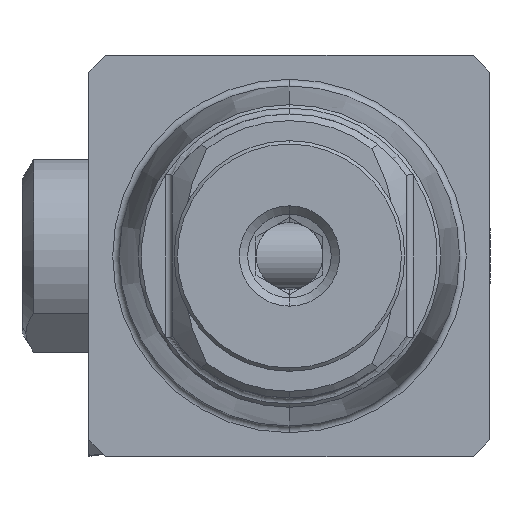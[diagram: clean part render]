
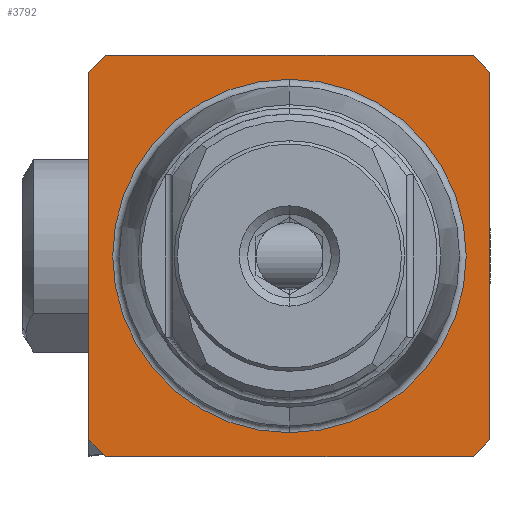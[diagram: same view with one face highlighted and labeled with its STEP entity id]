
A CAD part, left-side view. The second image highlights one B-rep face of the part: STEP entity #3792.
In plain terms, the highlighted planar face has unit normal (-1, 0, 0).
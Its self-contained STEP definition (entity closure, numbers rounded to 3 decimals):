
#80 = AXIS2_PLACEMENT_3D ( 'NONE', #4905, #2092, #7431 ) ;
#82 = ORIENTED_EDGE ( 'NONE', *, *, #8265, .F. ) ;
#104 = LINE ( 'NONE', #3607, #7105 ) ;
#162 = EDGE_LOOP ( 'NONE', ( #4496, #4208, #1153, #4616, #6193, #8230, #82, #6275 ) ) ;
#288 = CARTESIAN_POINT ( 'NONE',  ( 0., 0., 5.288 ) ) ;
#297 = AXIS2_PLACEMENT_3D ( 'NONE', #2514, #1942, #2034 ) ;
#427 = LINE ( 'NONE', #1774, #2983 ) ;
#482 = CARTESIAN_POINT ( 'NONE',  ( 0., 0., 0. ) ) ;
#585 = EDGE_CURVE ( 'NONE', #6741, #2383, #104, .T. ) ;
#598 = AXIS2_PLACEMENT_3D ( 'NONE', #482, #3947, #3154 ) ;
#708 = CARTESIAN_POINT ( 'NONE',  ( 0., -6., 5.5 ) ) ;
#992 = VERTEX_POINT ( 'NONE', #2052 ) ;
#1091 = DIRECTION ( 'NONE',  ( 0., 0.707, -0.707 ) ) ;
#1153 = ORIENTED_EDGE ( 'NONE', *, *, #6779, .F. ) ;
#1170 = DIRECTION ( 'NONE',  ( 0., -0.707, -0.707 ) ) ;
#1201 = VERTEX_POINT ( 'NONE', #5029 ) ;
#1548 = CARTESIAN_POINT ( 'NONE',  ( 0., -6., -5.5 ) ) ;
#1571 = VECTOR ( 'NONE', #2887, 1000. ) ;
#1774 = CARTESIAN_POINT ( 'NONE',  ( 0., 6., -5.5 ) ) ;
#1855 = FACE_BOUND ( 'NONE', #5408, .T. ) ;
#1877 = CARTESIAN_POINT ( 'NONE',  ( 0., -6., -5.5 ) ) ;
#1942 = DIRECTION ( 'NONE',  ( 1., 0., 0. ) ) ;
#2034 = DIRECTION ( 'NONE',  ( 0., 0., -1. ) ) ;
#2052 = CARTESIAN_POINT ( 'NONE',  ( 0., 5.5, 6. ) ) ;
#2092 = DIRECTION ( 'NONE',  ( -1., 0., 0. ) ) ;
#2354 = VERTEX_POINT ( 'NONE', #6941 ) ;
#2383 = VERTEX_POINT ( 'NONE', #8417 ) ;
#2514 = CARTESIAN_POINT ( 'NONE',  ( 0., 5.288, 0. ) ) ;
#2534 = LINE ( 'NONE', #3877, #3704 ) ;
#2606 = PLANE ( 'NONE',  #297 ) ;
#2825 = VECTOR ( 'NONE', #7594, 1000. ) ;
#2847 = VERTEX_POINT ( 'NONE', #288 ) ;
#2887 = DIRECTION ( 'NONE',  ( 0., -1., 0. ) ) ;
#2947 = CARTESIAN_POINT ( 'NONE',  ( 0., 6., 5.5 ) ) ;
#2968 = DIRECTION ( 'NONE',  ( 0., 0., -1. ) ) ;
#2983 = VECTOR ( 'NONE', #1170, 1000. ) ;
#3142 = EDGE_CURVE ( 'NONE', #6111, #8526, #8331, .T. ) ;
#3154 = DIRECTION ( 'NONE',  ( 0., 0., 1. ) ) ;
#3363 = EDGE_CURVE ( 'NONE', #992, #6741, #2534, .T. ) ;
#3579 = CARTESIAN_POINT ( 'NONE',  ( 0., -5.5, 6. ) ) ;
#3607 = CARTESIAN_POINT ( 'NONE',  ( 0., 6., 0. ) ) ;
#3690 = VERTEX_POINT ( 'NONE', #7795 ) ;
#3704 = VECTOR ( 'NONE', #1091, 1000. ) ;
#3792 = ADVANCED_FACE ( 'NONE', ( #1855, #8489 ), #2606, .F. ) ;
#3795 = ORIENTED_EDGE ( 'NONE', *, *, #6506, .F. ) ;
#3877 = CARTESIAN_POINT ( 'NONE',  ( 0., 5.5, 6. ) ) ;
#3947 = DIRECTION ( 'NONE',  ( -1., 0., 0. ) ) ;
#4004 = EDGE_CURVE ( 'NONE', #6111, #3690, #4228, .T. ) ;
#4208 = ORIENTED_EDGE ( 'NONE', *, *, #5177, .T. ) ;
#4228 = LINE ( 'NONE', #3579, #8525 ) ;
#4262 = VERTEX_POINT ( 'NONE', #4664 ) ;
#4489 = DIRECTION ( 'NONE',  ( 0., 0.707, 0.707 ) ) ;
#4496 = ORIENTED_EDGE ( 'NONE', *, *, #585, .T. ) ;
#4616 = ORIENTED_EDGE ( 'NONE', *, *, #5442, .T. ) ;
#4664 = CARTESIAN_POINT ( 'NONE',  ( 0., 0., -5.288 ) ) ;
#4746 = LINE ( 'NONE', #7432, #1571 ) ;
#4905 = CARTESIAN_POINT ( 'NONE',  ( 0., 0., 0. ) ) ;
#4938 = LINE ( 'NONE', #7545, #2825 ) ;
#5029 = CARTESIAN_POINT ( 'NONE',  ( 0., -5.5, -6. ) ) ;
#5177 = EDGE_CURVE ( 'NONE', #2383, #2354, #427, .T. ) ;
#5408 = EDGE_LOOP ( 'NONE', ( #8456, #3795 ) ) ;
#5442 = EDGE_CURVE ( 'NONE', #1201, #8526, #7592, .T. ) ;
#5597 = DIRECTION ( 'NONE',  ( 0., 0., -1. ) ) ;
#5673 = DIRECTION ( 'NONE',  ( 0., -0.707, 0.707 ) ) ;
#6111 = VERTEX_POINT ( 'NONE', #708 ) ;
#6141 = EDGE_CURVE ( 'NONE', #2847, #4262, #6630, .T. ) ;
#6193 = ORIENTED_EDGE ( 'NONE', *, *, #3142, .F. ) ;
#6275 = ORIENTED_EDGE ( 'NONE', *, *, #3363, .T. ) ;
#6506 = EDGE_CURVE ( 'NONE', #4262, #2847, #7458, .T. ) ;
#6630 = CIRCLE ( 'NONE', #80, 5.288 ) ;
#6741 = VERTEX_POINT ( 'NONE', #2947 ) ;
#6779 = EDGE_CURVE ( 'NONE', #1201, #2354, #4938, .T. ) ;
#6941 = CARTESIAN_POINT ( 'NONE',  ( 0., 5.5, -6. ) ) ;
#7105 = VECTOR ( 'NONE', #5597, 1000. ) ;
#7431 = DIRECTION ( 'NONE',  ( 0., 0., 1. ) ) ;
#7432 = CARTESIAN_POINT ( 'NONE',  ( 0., 5.288, 6. ) ) ;
#7458 = CIRCLE ( 'NONE', #598, 5.288 ) ;
#7545 = CARTESIAN_POINT ( 'NONE',  ( 0., 5.288, -6. ) ) ;
#7592 = LINE ( 'NONE', #1548, #8147 ) ;
#7594 = DIRECTION ( 'NONE',  ( 0., 1., 0. ) ) ;
#7647 = CARTESIAN_POINT ( 'NONE',  ( 0., -6., 0. ) ) ;
#7729 = VECTOR ( 'NONE', #2968, 1000. ) ;
#7795 = CARTESIAN_POINT ( 'NONE',  ( 0., -5.5, 6. ) ) ;
#8147 = VECTOR ( 'NONE', #5673, 1000. ) ;
#8230 = ORIENTED_EDGE ( 'NONE', *, *, #4004, .T. ) ;
#8265 = EDGE_CURVE ( 'NONE', #992, #3690, #4746, .T. ) ;
#8331 = LINE ( 'NONE', #7647, #7729 ) ;
#8417 = CARTESIAN_POINT ( 'NONE',  ( 0., 6., -5.5 ) ) ;
#8456 = ORIENTED_EDGE ( 'NONE', *, *, #6141, .F. ) ;
#8489 = FACE_OUTER_BOUND ( 'NONE', #162, .T. ) ;
#8525 = VECTOR ( 'NONE', #4489, 1000. ) ;
#8526 = VERTEX_POINT ( 'NONE', #1877 ) ;
